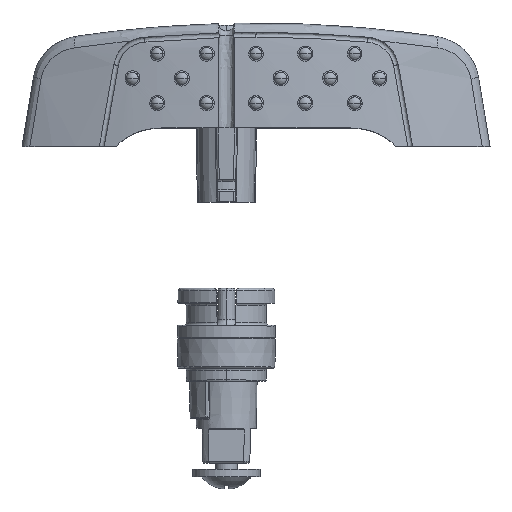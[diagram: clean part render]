
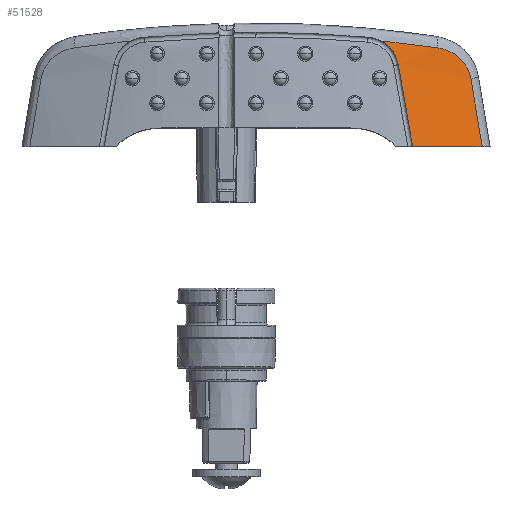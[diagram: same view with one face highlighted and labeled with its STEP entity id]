
A CAD part, top view. The second image highlights one B-rep face of the part: STEP entity #51528.
In plain terms, the highlighted conical face has half-angle 3 degrees and reference radius 93.786 mm.
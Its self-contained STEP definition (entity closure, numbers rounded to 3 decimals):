
#23912=CARTESIAN_POINT('',(-8.515,0.066,
25.379));
#23913=CARTESIAN_POINT('',(-8.515,0.044,
25.383));
#23914=CARTESIAN_POINT('',(-8.515,0.022,
25.387));
#23915=CARTESIAN_POINT('',(-8.515,0.,25.391));
#23917=CARTESIAN_POINT('',(-8.42,13.257,
23.056));
#23918=CARTESIAN_POINT('',(-8.433,11.792,
23.314));
#23919=CARTESIAN_POINT('',(-8.459,8.863,
23.83));
#23920=CARTESIAN_POINT('',(-8.49,4.466,
24.604));
#23921=CARTESIAN_POINT('',(-8.508,1.533,
25.121));
#23922=CARTESIAN_POINT('',(-8.515,0.066,
25.379));
#23924=CARTESIAN_POINT('',(-8.884,17.112,
20.234));
#23925=CARTESIAN_POINT('',(-8.866,17.064,
20.327));
#23926=CARTESIAN_POINT('',(-8.831,16.962,
20.509));
#23927=CARTESIAN_POINT('',(-8.78,16.794,
20.773));
#23928=CARTESIAN_POINT('',(-8.732,16.611,
21.026));
#23929=CARTESIAN_POINT('',(-8.686,16.414,
21.267));
#23930=CARTESIAN_POINT('',(-8.643,16.204,
21.497));
#23931=CARTESIAN_POINT('',(-8.604,15.982,
21.713));
#23932=CARTESIAN_POINT('',(-8.568,15.748,
21.916));
#23933=CARTESIAN_POINT('',(-8.535,15.503,
22.105));
#23934=CARTESIAN_POINT('',(-8.506,15.249,
22.28));
#23935=CARTESIAN_POINT('',(-8.481,14.985,
22.439));
#23936=CARTESIAN_POINT('',(-8.46,14.712,
22.583));
#23937=CARTESIAN_POINT('',(-8.443,14.433,
22.711));
#23938=CARTESIAN_POINT('',(-8.431,14.147,
22.823));
#23939=CARTESIAN_POINT('',(-8.422,13.855,
22.918));
#23940=CARTESIAN_POINT('',(-8.418,13.558,
22.997));
#23941=CARTESIAN_POINT('',(-8.419,13.358,
23.038));
#23942=CARTESIAN_POINT('',(-8.42,13.257,
23.056));
#26768=CARTESIAN_POINT('',(-6.408,16.,
29.42));
#26769=CARTESIAN_POINT('',(-6.604,16.087,
28.814));
#26770=CARTESIAN_POINT('',(-6.984,16.257,
27.6));
#26771=CARTESIAN_POINT('',(-7.516,16.495,
25.77));
#26772=CARTESIAN_POINT('',(-8.012,16.718,
23.932));
#26773=CARTESIAN_POINT('',(-8.469,16.924,
22.087));
#26774=CARTESIAN_POINT('',(-8.75,17.051,
20.853));
#26775=CARTESIAN_POINT('',(-8.884,17.112,
20.234));
#26996=CARTESIAN_POINT('',(82.25,0.,0.));
#26997=DIRECTION('',(0.,1.,0.));
#26998=DIRECTION('',(-0.963,0.,0.269));
#26999=AXIS2_PLACEMENT_3D('',#26996,#26997,#26998);
#39579=CARTESIAN_POINT('',(-4.707,10.985,
34.833));
#39580=CARTESIAN_POINT('',(-4.708,11.084,
34.817));
#39581=CARTESIAN_POINT('',(-4.712,11.283,
34.778));
#39582=CARTESIAN_POINT('',(-4.725,11.578,
34.704));
#39583=CARTESIAN_POINT('',(-4.745,11.87,
34.614));
#39584=CARTESIAN_POINT('',(-4.77,12.159,
34.508));
#39585=CARTESIAN_POINT('',(-4.803,12.442,
34.387));
#39586=CARTESIAN_POINT('',(-4.841,12.721,
34.249));
#39587=CARTESIAN_POINT('',(-4.886,12.993,
34.096));
#39588=CARTESIAN_POINT('',(-4.937,13.259,
33.927));
#39589=CARTESIAN_POINT('',(-4.993,13.518,
33.743));
#39590=CARTESIAN_POINT('',(-5.056,13.768,
33.544));
#39591=CARTESIAN_POINT('',(-5.125,14.009,
33.33));
#39592=CARTESIAN_POINT('',(-5.198,14.241,
33.102));
#39593=CARTESIAN_POINT('',(-5.278,14.463,
32.859));
#39594=CARTESIAN_POINT('',(-5.362,14.673,
32.603));
#39595=CARTESIAN_POINT('',(-5.451,14.871,
32.333));
#39596=CARTESIAN_POINT('',(-5.544,15.057,
32.05));
#39597=CARTESIAN_POINT('',(-5.641,15.229,
31.756));
#39598=CARTESIAN_POINT('',(-5.742,15.387,
31.449));
#39599=CARTESIAN_POINT('',(-5.847,15.53,
31.133));
#39600=CARTESIAN_POINT('',(-5.955,15.658,
30.806));
#39601=CARTESIAN_POINT('',(-6.065,15.77,
30.471));
#39602=CARTESIAN_POINT('',(-6.178,15.865,
30.127));
#39603=CARTESIAN_POINT('',(-6.292,15.943,
29.777));
#39604=CARTESIAN_POINT('',(-6.369,15.983,
29.539));
#39605=CARTESIAN_POINT('',(-6.408,16.,
29.42));
#39640=CARTESIAN_POINT('',(-4.577,0.,
36.664));
#39641=CARTESIAN_POINT('',(-4.593,1.216,
36.461));
#39642=CARTESIAN_POINT('',(-4.624,3.65,
36.055));
#39643=CARTESIAN_POINT('',(-4.668,7.312,
35.445));
#39644=CARTESIAN_POINT('',(-4.694,9.759,
35.037));
#39645=CARTESIAN_POINT('',(-4.707,10.985,
34.833));
#48673=VERTEX_POINT('',#39640);
#48674=VERTEX_POINT('',#39645);
#48677=VERTEX_POINT('',#39605);
#50430=VERTEX_POINT('',#23924);
#50431=VERTEX_POINT('',#23942);
#50450=VERTEX_POINT('',#23912);
#50451=VERTEX_POINT('',#23915);
#51507=CARTESIAN_POINT('',(82.25,8.853,0.));
#51508=DIRECTION('',(0.,-1.,0.));
#51509=DIRECTION('',(-0.915,0.,-0.403));
#51510=AXIS2_PLACEMENT_3D('',#51507,#51508,#51509);
#51511=CONICAL_SURFACE('',#51510,93.786,3.);
#51513=ORIENTED_EDGE('',*,*,#51512,.F.);
#51515=ORIENTED_EDGE('',*,*,#51514,.F.);
#51517=ORIENTED_EDGE('',*,*,#51516,.F.);
#51519=ORIENTED_EDGE('',*,*,#51518,.F.);
#51521=ORIENTED_EDGE('',*,*,#51520,.F.);
#51523=ORIENTED_EDGE('',*,*,#51522,.F.);
#51525=ORIENTED_EDGE('',*,*,#51524,.F.);
#51526=EDGE_LOOP('',(#51513,#51515,#51517,#51519,#51521,#51523,#51525));
#51527=FACE_OUTER_BOUND('',#51526,.F.);
#23916=B_SPLINE_CURVE_WITH_KNOTS('',3,(#23912,#23913,#23914,#23915),
.UNSPECIFIED.,.F.,.F.,(4,4),(0.,1.),.UNSPECIFIED.);
#23923=B_SPLINE_CURVE_WITH_KNOTS('',3,(#23917,#23918,#23919,#23920,#23921,
#23922),.UNSPECIFIED.,.F.,.F.,(4,1,1,4),(0.,0.333,
0.667,1.),.UNSPECIFIED.);
#23943=B_SPLINE_CURVE_WITH_KNOTS('',3,(#23924,#23925,#23926,#23927,#23928,
#23929,#23930,#23931,#23932,#23933,#23934,#23935,#23936,#23937,#23938,#23939,
#23940,#23941,#23942),.UNSPECIFIED.,.F.,.F.,(4,1,1,1,1,1,1,1,1,1,1,1,1,1,1,1,4),
(0.,0.063,0.125,0.188,0.25,0.313,0.375,0.438,0.5,0.563,
0.625,0.688,0.75,0.813,0.875,0.938,1.),.UNSPECIFIED.);
#26776=B_SPLINE_CURVE_WITH_KNOTS('',3,(#26768,#26769,#26770,#26771,#26772,
#26773,#26774,#26775),.UNSPECIFIED.,.F.,.F.,(4,1,1,1,1,4),(0.,0.2,0.4,
0.6,0.8,1.),.UNSPECIFIED.);
#27000=CIRCLE('',#26999,94.25);
#39606=B_SPLINE_CURVE_WITH_KNOTS('',3,(#39579,#39580,#39581,#39582,#39583,
#39584,#39585,#39586,#39587,#39588,#39589,#39590,#39591,#39592,#39593,#39594,
#39595,#39596,#39597,#39598,#39599,#39600,#39601,#39602,#39603,#39604,#39605),
.UNSPECIFIED.,.F.,.F.,(4,1,1,1,1,1,1,1,1,1,1,1,1,1,1,1,1,1,1,1,1,1,1,1,4),(0.,
0.042,0.083,0.125,0.167,0.208,
0.25,0.292,0.333,0.375,0.417,
0.458,0.5,0.542,0.583,0.625,
0.667,0.708,0.75,0.792,0.833,
0.875,0.917,0.958,1.),.UNSPECIFIED.);
#39646=B_SPLINE_CURVE_WITH_KNOTS('',3,(#39640,#39641,#39642,#39643,#39644,
#39645),.UNSPECIFIED.,.F.,.F.,(4,1,1,4),(0.,0.333,
0.667,1.),.UNSPECIFIED.);
#51512=EDGE_CURVE('',#50450,#50451,#23916,.T.);
#51514=EDGE_CURVE('',#50431,#50450,#23923,.T.);
#51516=EDGE_CURVE('',#50430,#50431,#23943,.T.);
#51518=EDGE_CURVE('',#48677,#50430,#26776,.T.);
#51520=EDGE_CURVE('',#48674,#48677,#39606,.T.);
#51522=EDGE_CURVE('',#48673,#48674,#39646,.T.);
#51524=EDGE_CURVE('',#50451,#48673,#27000,.T.);
#51528=ADVANCED_FACE('',(#51527),#51511,.T.);
